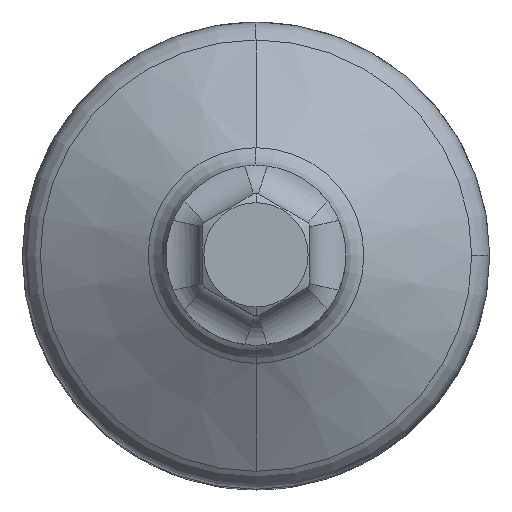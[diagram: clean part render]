
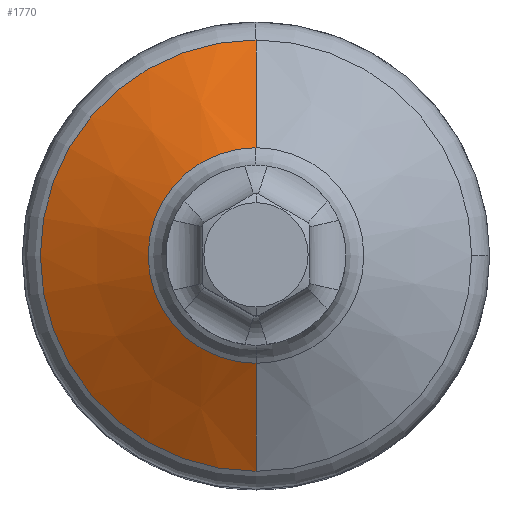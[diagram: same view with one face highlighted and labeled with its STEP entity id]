
A CAD part, top view. The second image highlights one B-rep face of the part: STEP entity #1770.
In plain terms, the highlighted conical face has half-angle 60 degrees and reference radius 4.5 mm.
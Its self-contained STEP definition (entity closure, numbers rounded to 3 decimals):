
#499=CARTESIAN_POINT('',(0.,0.,13.711));
#500=DIRECTION('',(0.,0.,-1.));
#501=DIRECTION('',(0.,-1.,0.));
#502=AXIS2_PLACEMENT_3D('',#499,#500,#501);
#509=CARTESIAN_POINT('',(0.,0.,11.979));
#510=DIRECTION('',(0.,0.,1.));
#511=DIRECTION('',(0.,1.,0.));
#512=AXIS2_PLACEMENT_3D('',#509,#510,#511);
#1090=DIRECTION('',(0.,0.866,0.5));
#1091=VECTOR('',#1090,3.464);
#1092=CARTESIAN_POINT('',(0.,-6.,
11.979));
#1093=LINE('',#1092,#1091);
#1099=DIRECTION('',(0.,-0.866,0.5));
#1100=VECTOR('',#1099,3.464);
#1101=CARTESIAN_POINT('',(0.,6.,
11.979));
#1102=LINE('',#1101,#1100);
#1276=CARTESIAN_POINT('',(0.,3.,13.711));
#1277=CARTESIAN_POINT('',(0.,-3.,13.711));
#1278=VERTEX_POINT('',#1276);
#1279=VERTEX_POINT('',#1277);
#1286=CARTESIAN_POINT('',(0.,6.,11.979));
#1288=VERTEX_POINT('',#1286);
#1290=CARTESIAN_POINT('',(0.,-6.,11.979));
#1291=VERTEX_POINT('',#1290);
#1756=CARTESIAN_POINT('',(0.,0.,12.845));
#1757=DIRECTION('',(0.,0.,-1.));
#1758=DIRECTION('',(0.,-1.,0.));
#1759=AXIS2_PLACEMENT_3D('',#1756,#1757,#1758);
#1760=CONICAL_SURFACE('',#1759,4.5,60.);
#1762=ORIENTED_EDGE('',*,*,#1761,.F.);
#1764=ORIENTED_EDGE('',*,*,#1763,.T.);
#1765=ORIENTED_EDGE('',*,*,#1542,.F.);
#1767=ORIENTED_EDGE('',*,*,#1766,.F.);
#1768=EDGE_LOOP('',(#1762,#1764,#1765,#1767));
#1769=FACE_OUTER_BOUND('',#1768,.F.);
#1770=ADVANCED_FACE('',(#1769),#1760,.T.);
#503=CIRCLE('',#502,3.);
#513=CIRCLE('',#512,6.);
#1542=EDGE_CURVE('',#1279,#1278,#503,.T.);
#1761=EDGE_CURVE('',#1288,#1291,#513,.T.);
#1763=EDGE_CURVE('',#1288,#1278,#1102,.T.);
#1766=EDGE_CURVE('',#1291,#1279,#1093,.T.);
